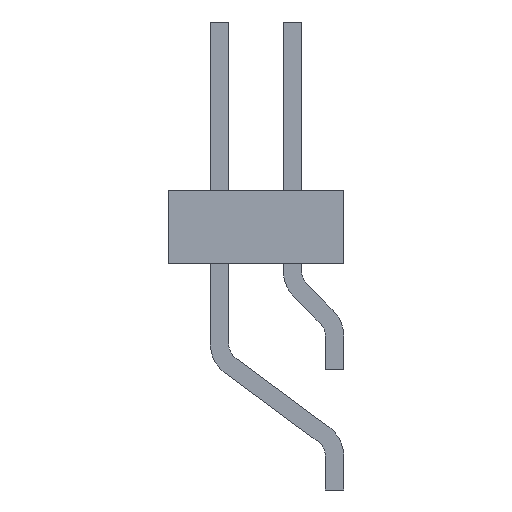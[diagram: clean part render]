
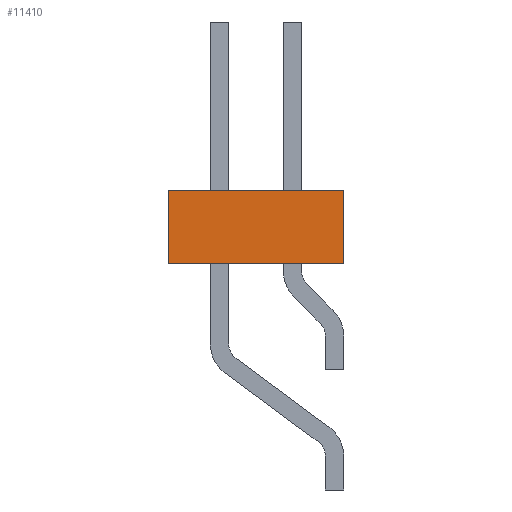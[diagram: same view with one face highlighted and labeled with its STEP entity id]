
A CAD part, left-side view. The second image highlights one B-rep face of the part: STEP entity #11410.
In plain terms, the highlighted planar face has unit normal (-1, 0, 0).
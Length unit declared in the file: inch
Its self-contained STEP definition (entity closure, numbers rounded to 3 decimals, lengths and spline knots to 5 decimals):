
#1132=ORIENTED_EDGE('',*,*,#4219,.T.);
#1133=ORIENTED_EDGE('',*,*,#3994,.F.);
#1134=ORIENTED_EDGE('',*,*,#4159,.F.);
#1135=ORIENTED_EDGE('',*,*,#3753,.T.);
#3753=EDGE_CURVE('',#5406,#5405,#6529,.T.);
#3994=EDGE_CURVE('',#5601,#5602,#6765,.T.);
#4159=EDGE_CURVE('',#5406,#5601,#6929,.T.);
#4219=EDGE_CURVE('',#5405,#5602,#6989,.T.);
#5405=VERTEX_POINT('',#15987);
#5406=VERTEX_POINT('',#15989);
#5601=VERTEX_POINT('',#16465);
#5602=VERTEX_POINT('',#16467);
#6529=LINE('',#15988,#8069);
#6765=LINE('',#16466,#8305);
#6929=LINE('',#16769,#8469);
#6989=LINE('',#16883,#8529);
#8069=VECTOR('',#12877,39.37008);
#8305=VECTOR('',#13205,39.37008);
#8469=VECTOR('',#13443,39.37008);
#8529=VECTOR('',#13515,39.37008);
#9590=EDGE_LOOP('',(#1132,#1133,#1134,#1135));
#10250=FACE_BOUND('',#9590,.T.);
#10886=PLANE('',#12051);
#11410=ADVANCED_FACE('',(#10250),#10886,.F.);
#12051=AXIS2_PLACEMENT_3D('',#16979,#13576,#13577);
#12877=DIRECTION('',(0.,0.,-1.));
#13205=DIRECTION('',(0.,0.,-1.));
#13443=DIRECTION('',(0.,-1.,0.));
#13515=DIRECTION('',(0.,-1.,0.));
#13576=DIRECTION('',(1.,0.,0.));
#13577=DIRECTION('',(0.,0.,-1.));
#15987=CARTESIAN_POINT('',(-0.3,0.12,-0.05));
#15988=CARTESIAN_POINT('',(-0.3,0.12,0.05));
#15989=CARTESIAN_POINT('',(-0.3,0.12,0.05));
#16465=CARTESIAN_POINT('',(-0.3,-0.12,0.05));
#16466=CARTESIAN_POINT('',(-0.3,-0.12,0.05));
#16467=CARTESIAN_POINT('',(-0.3,-0.12,-0.05));
#16769=CARTESIAN_POINT('',(-0.3,0.12,0.05));
#16883=CARTESIAN_POINT('',(-0.3,0.12,-0.05));
#16979=CARTESIAN_POINT('',(-0.3,0.12,0.05));
